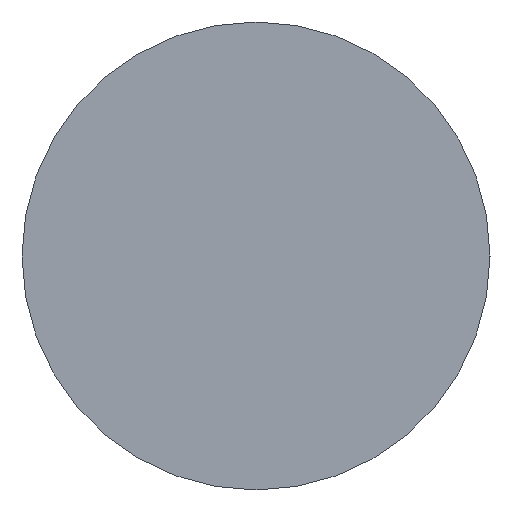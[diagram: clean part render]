
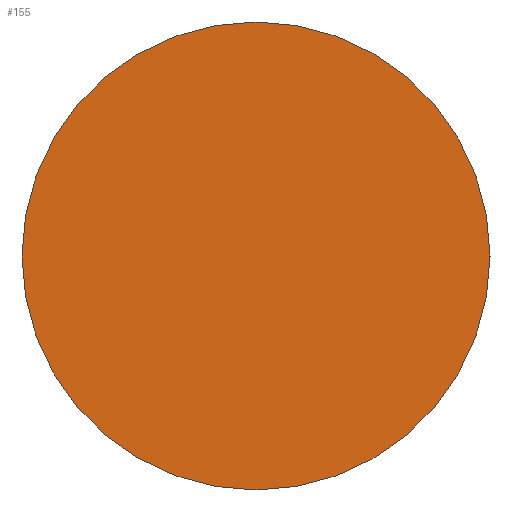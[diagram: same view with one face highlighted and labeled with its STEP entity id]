
A CAD part, left-side view. The second image highlights one B-rep face of the part: STEP entity #155.
In plain terms, the highlighted planar face has unit normal (-1, 0, 0).
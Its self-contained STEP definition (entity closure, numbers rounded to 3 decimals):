
#5 = DIRECTION ( 'NONE',  ( -1., 0., 0. ) ) ;
#8 = CIRCLE ( 'NONE', #147, 6.35 ) ;
#40 = AXIS2_PLACEMENT_3D ( 'NONE', #78, #46, #127 ) ;
#42 = DIRECTION ( 'NONE',  ( -1., 0., 0. ) ) ;
#46 = DIRECTION ( 'NONE',  ( 1., 0., 0. ) ) ;
#49 = AXIS2_PLACEMENT_3D ( 'NONE', #138, #42, #57 ) ;
#50 = VERTEX_POINT ( 'NONE', #106 ) ;
#52 = ORIENTED_EDGE ( 'NONE', *, *, #137, .T. ) ;
#57 = DIRECTION ( 'NONE',  ( 0., 0., 1. ) ) ;
#78 = CARTESIAN_POINT ( 'NONE',  ( 0., 0., 0. ) ) ;
#79 = DIRECTION ( 'NONE',  ( 0., 0., 1. ) ) ;
#92 = CARTESIAN_POINT ( 'NONE',  ( 0., 0., 0. ) ) ;
#97 = PLANE ( 'NONE',  #40 ) ;
#102 = CIRCLE ( 'NONE', #49, 6.35 ) ;
#106 = CARTESIAN_POINT ( 'NONE',  ( 0., 0., 6.35 ) ) ;
#112 = VERTEX_POINT ( 'NONE', #144 ) ;
#119 = FACE_OUTER_BOUND ( 'NONE', #130, .T. ) ;
#121 = EDGE_CURVE ( 'NONE', #50, #112, #8, .T. ) ;
#127 = DIRECTION ( 'NONE',  ( 0., 0., -1. ) ) ;
#130 = EDGE_LOOP ( 'NONE', ( #133, #52 ) ) ;
#133 = ORIENTED_EDGE ( 'NONE', *, *, #121, .T. ) ;
#137 = EDGE_CURVE ( 'NONE', #112, #50, #102, .T. ) ;
#138 = CARTESIAN_POINT ( 'NONE',  ( 0., 0., 0. ) ) ;
#144 = CARTESIAN_POINT ( 'NONE',  ( 0., 0., -6.35 ) ) ;
#147 = AXIS2_PLACEMENT_3D ( 'NONE', #92, #5, #79 ) ;
#155 = ADVANCED_FACE ( 'NONE', ( #119 ), #97, .F. ) ;
